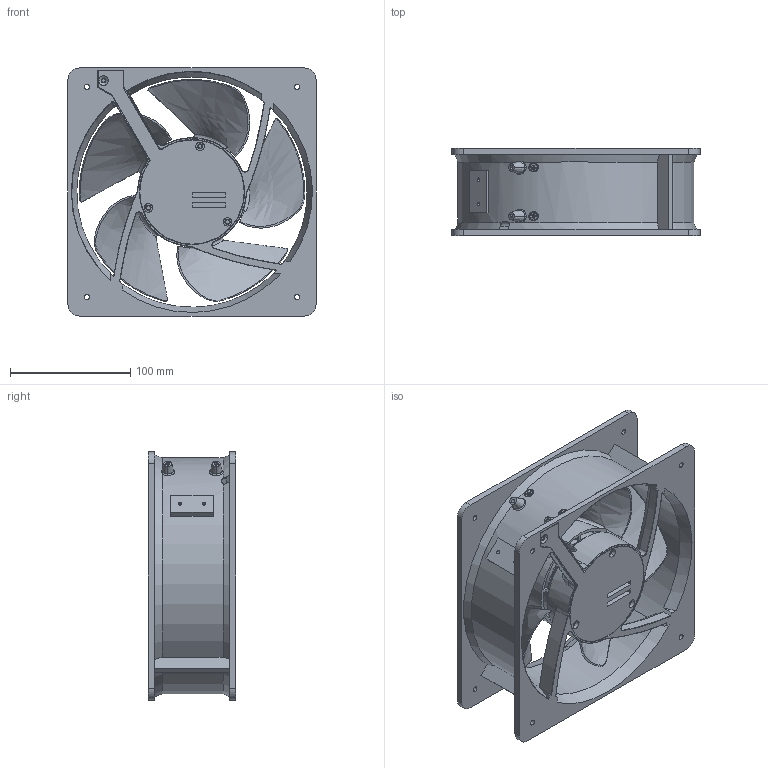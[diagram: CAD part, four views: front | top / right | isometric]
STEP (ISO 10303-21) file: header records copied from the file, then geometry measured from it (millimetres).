
FILE_DESCRIPTION((''),'2;1');
FILE_NAME('20672-ASM-2018-5-28_ASM_ASM','2018-12-24T',('Administrator'),(''),'PRO/ENGINEER BY PARAMETRIC TECHNOLOGY CORPORATION, 2009440','PRO/ENGINEER BY PARAMETRIC TECHNOLOGY CORPORATION, 2009440','');
FILE_SCHEMA(('CONFIG_CONTROL_DESIGN'));
Length unit declared in the file: millimetre
Products named in the file (5): 20672-FRAME-2018-5-28_1; 20672-IMP-2018-5-28_1; 20672-DIGAI-2018-5-28_1; 20672-ASM-2018-5-28_ASM_1_ASM; 20672-ASM-2018-5-28_ASM_ASM
Assembly tree (4 placements, depth 3):
  20672-ASM-2018-5-28_ASM_ASM
    20672-ASM-2018-5-28_ASM_1_ASM
      20672-FRAME-2018-5-28_1
      20672-IMP-2018-5-28_1
      20672-DIGAI-2018-5-28_1
Bounding box: 206 x 72.5 x 206 mm (x, y, z)
Volume: 449038.9 mm3; surface area: 295914 mm2
Topology: 3 solids, 3 shells, 722 faces, 2058 edges, 1380 vertices
Faces by surface type: cylinder 279, plane 239, torus 85, bspline 58, cone 45, extrusion 12, sphere 4
Entity records: 38736 total; most frequent: CARTESIAN_POINT 19715, ORIENTED_EDGE 4108, DIRECTION 3891, EDGE_CURVE 2054, AXIS2_PLACEMENT_3D 1559, VERTEX_POINT 1380, CIRCLE 895, EDGE_LOOP 834
